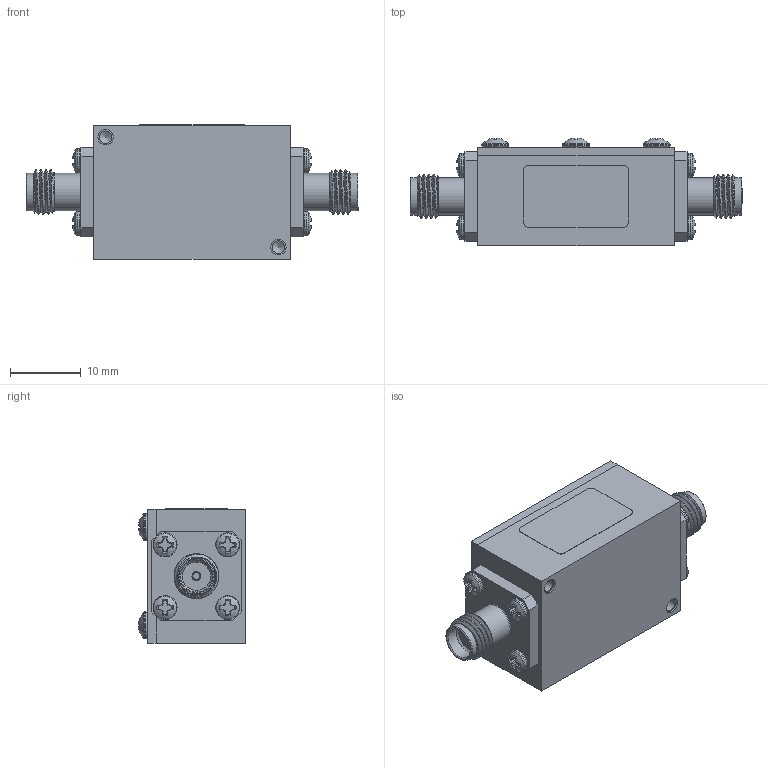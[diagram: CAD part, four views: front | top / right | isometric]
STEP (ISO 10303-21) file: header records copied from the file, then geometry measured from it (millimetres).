
FILE_DESCRIPTION (( 'STEP AP203' ), '1' );
FILE_NAME ('PE8721_3D.step', '2021-12-20T17:10:49', ( '' ), ( '' ), 'SwSTEP 2.0', 'SolidWorks 2021', '' );
FILE_SCHEMA (( 'CONFIG_CONTROL_DESIGN' ));
Length unit declared in the file: inch
Products named in the file (1): PE8721_3D
Bounding box: 47.09 x 15.22 x 19.1 mm (x, y, z)
Volume: 8332.3 mm3; surface area: 3593.8 mm2
Topology: 1 solids, 11 shells, 663 faces, 1752 edges, 1160 vertices
Faces by surface type: plane 343, cylinder 210, cone 44, bspline 40, torus 18, sphere 8
Full cylindrical faces by diameter (mm): 1.016 x4, 1.27 x4, 1.778 x2, 1.854 x10, 2.184 x2, 3.393 x8, 3.83 x6, 4.521 x2, 5.08 x2, 5.334 x4
Entity records: 33651 total; most frequent: CARTESIAN_POINT 18766, ORIENTED_EDGE 3288, DIRECTION 2694, EDGE_CURVE 1644, VERTEX_POINT 1142, AXIS2_PLACEMENT_3D 998, EDGE_LOOP 802, FACE_OUTER_BOUND 737
